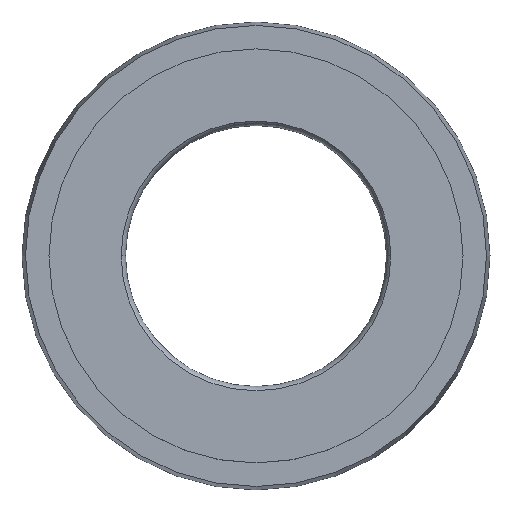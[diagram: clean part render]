
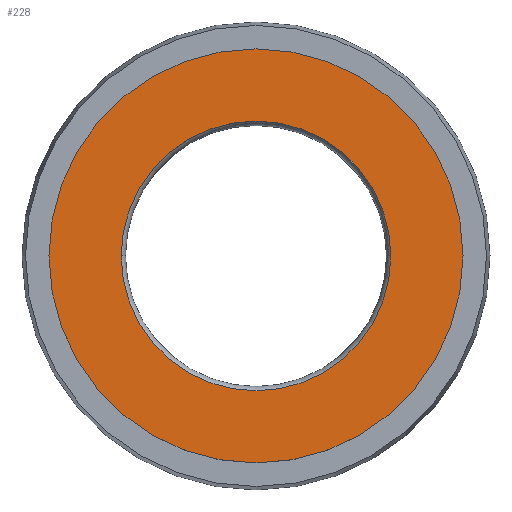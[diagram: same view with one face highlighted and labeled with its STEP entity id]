
A CAD part, top view. The second image highlights one B-rep face of the part: STEP entity #228.
In plain terms, the highlighted planar face has unit normal (0, 0, 1).
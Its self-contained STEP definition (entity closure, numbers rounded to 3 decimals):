
#3 = PLANE ( 'NONE',  #508 ) ;
#17 = EDGE_LOOP ( 'NONE', ( #211, #520 ) ) ;
#33 = CARTESIAN_POINT ( 'NONE',  ( 7.75, 0., 0. ) ) ;
#56 = DIRECTION ( 'NONE',  ( 1., 0., 0. ) ) ;
#60 = ORIENTED_EDGE ( 'NONE', *, *, #75, .F. ) ;
#75 = EDGE_CURVE ( 'NONE', #551, #509, #112, .T. ) ;
#112 = CIRCLE ( 'NONE', #319, 7.75 ) ;
#119 = CIRCLE ( 'NONE', #612, 11.9 ) ;
#130 = CIRCLE ( 'NONE', #155, 11.9 ) ;
#131 = FACE_OUTER_BOUND ( 'NONE', #17, .T. ) ;
#144 = DIRECTION ( 'NONE',  ( 1., 0., 0. ) ) ;
#155 = AXIS2_PLACEMENT_3D ( 'NONE', #245, #633, #144 ) ;
#196 = CARTESIAN_POINT ( 'NONE',  ( 0., 0., 0. ) ) ;
#211 = ORIENTED_EDGE ( 'NONE', *, *, #540, .T. ) ;
#228 = ADVANCED_FACE ( 'NONE', ( #429, #131 ), #3, .F. ) ;
#233 = EDGE_CURVE ( 'NONE', #509, #551, #292, .T. ) ;
#236 = DIRECTION ( 'NONE',  ( 1., 0., 0. ) ) ;
#245 = CARTESIAN_POINT ( 'NONE',  ( 0., 0., 0. ) ) ;
#287 = DIRECTION ( 'NONE',  ( 0., 0., 1. ) ) ;
#291 = DIRECTION ( 'NONE',  ( 0., 0., 1. ) ) ;
#292 = CIRCLE ( 'NONE', #515, 7.75 ) ;
#302 = DIRECTION ( 'NONE',  ( 0., 0., 1. ) ) ;
#319 = AXIS2_PLACEMENT_3D ( 'NONE', #542, #291, #629 ) ;
#326 = CARTESIAN_POINT ( 'NONE',  ( -7.75, 0., 0. ) ) ;
#341 = CARTESIAN_POINT ( 'NONE',  ( 0., 0., 0. ) ) ;
#387 = VERTEX_POINT ( 'NONE', #618 ) ;
#402 = DIRECTION ( 'NONE',  ( -1., 0., 0. ) ) ;
#404 = DIRECTION ( 'NONE',  ( 0., 0., -1. ) ) ;
#429 = FACE_BOUND ( 'NONE', #581, .T. ) ;
#448 = CARTESIAN_POINT ( 'NONE',  ( 11.9, 0., 0. ) ) ;
#508 = AXIS2_PLACEMENT_3D ( 'NONE', #599, #404, #402 ) ;
#509 = VERTEX_POINT ( 'NONE', #33 ) ;
#515 = AXIS2_PLACEMENT_3D ( 'NONE', #341, #302, #56 ) ;
#520 = ORIENTED_EDGE ( 'NONE', *, *, #604, .T. ) ;
#540 = EDGE_CURVE ( 'NONE', #635, #387, #130, .T. ) ;
#542 = CARTESIAN_POINT ( 'NONE',  ( 0., 0., 0. ) ) ;
#551 = VERTEX_POINT ( 'NONE', #326 ) ;
#564 = ORIENTED_EDGE ( 'NONE', *, *, #233, .F. ) ;
#581 = EDGE_LOOP ( 'NONE', ( #564, #60 ) ) ;
#599 = CARTESIAN_POINT ( 'NONE',  ( 0., 0., 0. ) ) ;
#604 = EDGE_CURVE ( 'NONE', #387, #635, #119, .T. ) ;
#612 = AXIS2_PLACEMENT_3D ( 'NONE', #196, #287, #236 ) ;
#618 = CARTESIAN_POINT ( 'NONE',  ( -11.9, 0., 0. ) ) ;
#629 = DIRECTION ( 'NONE',  ( 1., 0., 0. ) ) ;
#633 = DIRECTION ( 'NONE',  ( 0., 0., 1. ) ) ;
#635 = VERTEX_POINT ( 'NONE', #448 ) ;
